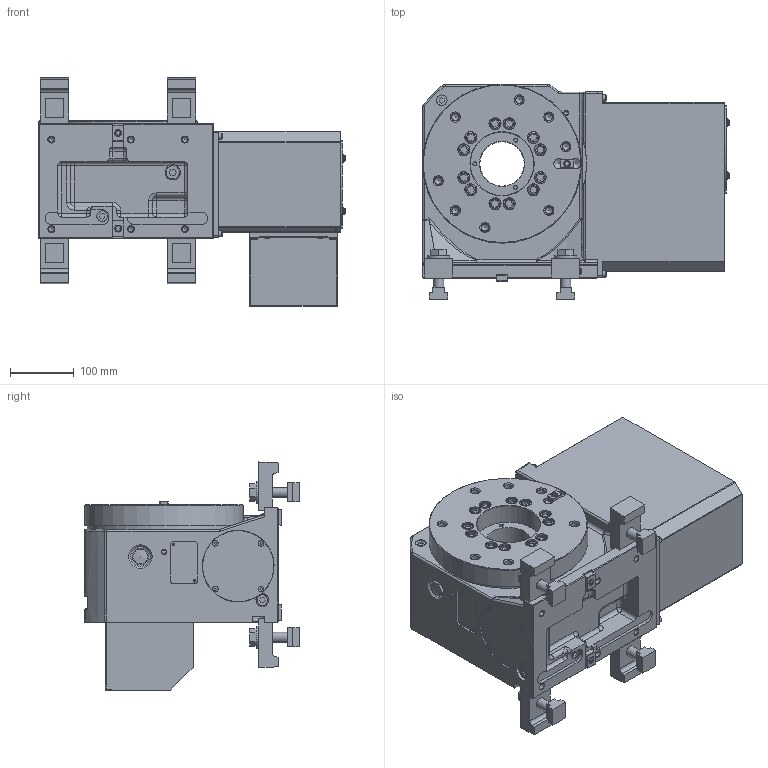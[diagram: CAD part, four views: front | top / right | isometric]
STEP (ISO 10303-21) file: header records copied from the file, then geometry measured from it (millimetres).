
FILE_DESCRIPTION(/* description */ ('Unknown'),/* implementation_level */ '2;1');
FILE_NAME(/* name */ 'OUTSIDE VIEW(61E2622580)GT250RAE01',/* time_stamp */ '2016-06-06T16:13:22+01:00',/* author */ ('Unknown'),/* organization */ ('Unknown'),/* preprocessor_version */ 'ST-DEVELOPER v16',/* originating_system */ 'DEX',/* authorisation */ $);
FILE_SCHEMA (('AUTOMOTIVE_DESIGN {1 0 10303 214 3 1 1}'));
Length unit declared in the file: millimetre
Products named in the file (1): OUTSIDE VIEW(61E2622580)GT250RAE01
Bounding box: 482.7 x 338.5 x 359 mm (x, y, z)
Volume: 21863202.3 mm3; surface area: 984950.4 mm2
Topology: 1 solids, 30 shells, 1313 faces, 2944 edges, 1884 vertices
Faces by surface type: plane 834, cylinder 324, cone 97, torus 27, sphere 18, bspline 13
Full cylindrical faces by diameter (mm): 4 x2, 5 x25, 6 x21, 6.6 x2, 7 x4, 8 x10, 8.019 x2, 8.5 x10, 8.566 x1, 9 x16, 10 x23, 10.2 x4, 10.8 x8, 11 x5, 12 x16, 13 x8, 13.157 x2, 13.8 x1, 14 x9, 16 x6, 16.662 x4, 18 x13, 19 x12, 20 x1, 20.995 x2, 21 x1, 24 x2, 26 x1, 31 x1, 34 x1
Entity records: 35128 total; most frequent: CARTESIAN_POINT 7114, DIRECTION 5863, ORIENTED_EDGE 5002, EDGE_CURVE 2501, AXIS2_PLACEMENT_3D 2084, FACE_BOUND 1916, EDGE_LOOP 1888, VERTEX_POINT 1821
